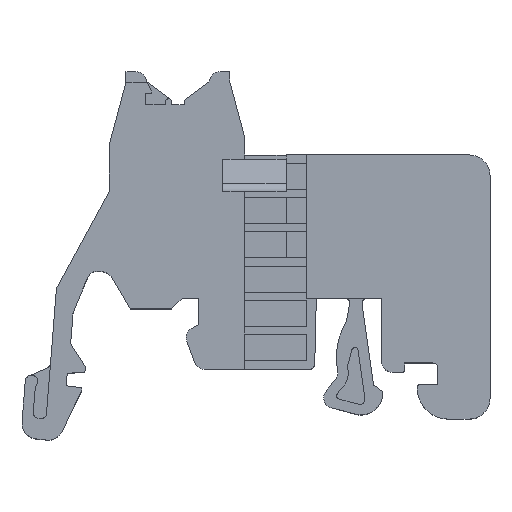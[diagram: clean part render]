
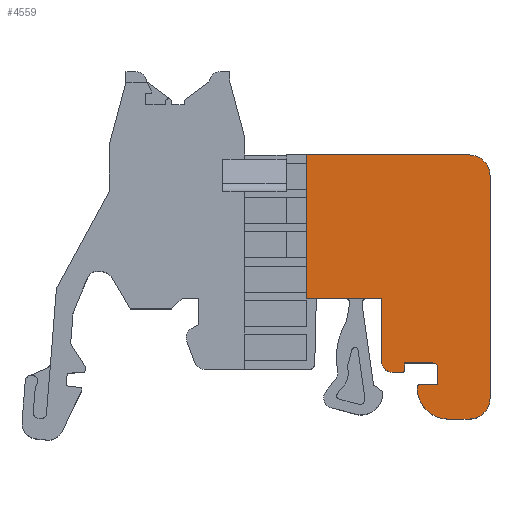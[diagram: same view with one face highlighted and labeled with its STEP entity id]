
A CAD part, top view. The second image highlights one B-rep face of the part: STEP entity #4559.
In plain terms, the highlighted planar face has unit normal (0, 0, 1).
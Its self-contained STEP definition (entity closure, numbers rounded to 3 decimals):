
#1095=DIRECTION('',(-1.,0.,0.));
#1096=VECTOR('',#1095,2.7);
#1097=CARTESIAN_POINT('',(-175.538,-1791.57,9.4));
#1098=LINE('',#1097,#1096);
#1099=DIRECTION('',(0.,1.,0.));
#1100=VECTOR('',#1099,0.702);
#1101=CARTESIAN_POINT('',(-178.238,-1792.272,9.4));
#1102=LINE('',#1101,#1100);
#1103=CARTESIAN_POINT('',(-178.436,-1792.272,9.4));
#1104=DIRECTION('',(0.,0.,1.));
#1105=DIRECTION('',(0.,-1.,0.));
#1106=AXIS2_PLACEMENT_3D('',#1103,#1104,#1105);
#1108=DIRECTION('',(1.,0.,0.));
#1109=VECTOR('',#1108,1.002);
#1110=CARTESIAN_POINT('',(-179.438,-1792.47,9.4));
#1111=LINE('',#1110,#1109);
#1112=CARTESIAN_POINT('',(-179.438,-1791.47,9.4));
#1113=DIRECTION('',(0.,0.,1.));
#1114=DIRECTION('',(-1.,0.,0.));
#1115=AXIS2_PLACEMENT_3D('',#1112,#1113,#1114);
#1117=DIRECTION('',(0.,-1.,0.));
#1118=VECTOR('',#1117,6.1);
#1119=CARTESIAN_POINT('',(-180.438,-1785.37,9.4));
#1120=LINE('',#1119,#1118);
#1121=DIRECTION('',(0.,1.,0.));
#1122=VECTOR('',#1121,13.8);
#1123=CARTESIAN_POINT('',(-187.636,-1785.37,9.4));
#1124=LINE('',#1123,#1122);
#1125=DIRECTION('',(1.,0.,0.));
#1126=VECTOR('',#1125,15.598);
#1127=CARTESIAN_POINT('',(-187.636,-1771.57,9.4));
#1128=LINE('',#1127,#1126);
#1129=CARTESIAN_POINT('',(-172.038,-1773.57,9.4));
#1130=DIRECTION('',(0.,0.,-1.));
#1131=DIRECTION('',(0.,1.,0.));
#1132=AXIS2_PLACEMENT_3D('',#1129,#1130,#1131);
#1134=DIRECTION('',(0.,-1.,0.));
#1135=VECTOR('',#1134,21.4);
#1136=CARTESIAN_POINT('',(-170.038,-1773.57,9.4));
#1137=LINE('',#1136,#1135);
#1138=CARTESIAN_POINT('',(-172.038,-1794.97,9.4));
#1139=DIRECTION('',(0.,0.,-1.));
#1140=DIRECTION('',(1.,0.,0.));
#1141=AXIS2_PLACEMENT_3D('',#1138,#1139,#1140);
#1143=DIRECTION('',(-1.,0.,0.));
#1144=VECTOR('',#1143,2.);
#1145=CARTESIAN_POINT('',(-172.038,-1796.97,9.4));
#1146=LINE('',#1145,#1144);
#1147=CARTESIAN_POINT('',(-174.038,-1793.97,9.4));
#1148=DIRECTION('',(0.,0.,-1.));
#1149=DIRECTION('',(0.,-1.,0.));
#1150=AXIS2_PLACEMENT_3D('',#1147,#1148,#1149);
#1152=DIRECTION('',(0.,1.,0.));
#1153=VECTOR('',#1152,0.1);
#1154=CARTESIAN_POINT('',(-177.038,-1793.97,9.4));
#1155=LINE('',#1154,#1153);
#1156=CARTESIAN_POINT('',(-176.838,-1793.87,9.4));
#1157=DIRECTION('',(0.,0.,-1.));
#1158=DIRECTION('',(-1.,0.,0.));
#1159=AXIS2_PLACEMENT_3D('',#1156,#1157,#1158);
#1161=DIRECTION('',(1.,0.,0.));
#1162=VECTOR('',#1161,1.6);
#1163=CARTESIAN_POINT('',(-176.838,-1793.67,9.4));
#1164=LINE('',#1163,#1162);
#1165=CARTESIAN_POINT('',(-175.238,-1793.47,9.4));
#1166=DIRECTION('',(0.,0.,1.));
#1167=DIRECTION('',(0.,-1.,0.));
#1168=AXIS2_PLACEMENT_3D('',#1165,#1166,#1167);
#1170=DIRECTION('',(0.,1.,0.));
#1171=VECTOR('',#1170,1.4);
#1172=CARTESIAN_POINT('',(-175.038,-1793.47,9.4));
#1173=LINE('',#1172,#1171);
#1174=CARTESIAN_POINT('',(-175.538,-1792.07,9.4));
#1175=DIRECTION('',(0.,0.,1.));
#1176=DIRECTION('',(1.,0.,0.));
#1177=AXIS2_PLACEMENT_3D('',#1174,#1175,#1176);
#1722=DIRECTION('',(1.,0.,0.));
#1723=VECTOR('',#1722,7.198);
#1724=CARTESIAN_POINT('',(-187.636,-1785.37,9.4));
#1725=LINE('',#1724,#1723);
#2891=CARTESIAN_POINT('',(-172.038,-1771.57,9.4));
#2892=CARTESIAN_POINT('',(-170.038,-1773.57,9.4));
#2893=VERTEX_POINT('',#2891);
#2894=VERTEX_POINT('',#2892);
#2895=CARTESIAN_POINT('',(-170.038,-1794.97,9.4));
#2896=VERTEX_POINT('',#2895);
#2897=CARTESIAN_POINT('',(-172.038,-1796.97,9.4));
#2898=VERTEX_POINT('',#2897);
#2899=CARTESIAN_POINT('',(-174.038,-1796.97,9.4));
#2900=VERTEX_POINT('',#2899);
#2901=CARTESIAN_POINT('',(-177.038,-1793.97,9.4));
#2902=VERTEX_POINT('',#2901);
#2903=CARTESIAN_POINT('',(-177.038,-1793.87,9.4));
#2904=VERTEX_POINT('',#2903);
#2905=CARTESIAN_POINT('',(-176.838,-1793.67,9.4));
#2906=VERTEX_POINT('',#2905);
#2907=CARTESIAN_POINT('',(-175.238,-1793.67,9.4));
#2908=VERTEX_POINT('',#2907);
#2909=CARTESIAN_POINT('',(-175.038,-1793.47,9.4));
#2910=VERTEX_POINT('',#2909);
#2911=CARTESIAN_POINT('',(-175.038,-1792.07,9.4));
#2912=VERTEX_POINT('',#2911);
#2913=CARTESIAN_POINT('',(-175.538,-1791.57,9.4));
#2914=VERTEX_POINT('',#2913);
#3265=CARTESIAN_POINT('',(-187.636,-1785.37,9.4));
#3266=CARTESIAN_POINT('',(-187.636,-1771.57,9.4));
#3267=VERTEX_POINT('',#3265);
#3268=VERTEX_POINT('',#3266);
#3535=CARTESIAN_POINT('',(-180.438,-1791.47,9.4));
#3536=CARTESIAN_POINT('',(-179.438,-1792.47,9.4));
#3537=VERTEX_POINT('',#3535);
#3538=VERTEX_POINT('',#3536);
#3539=CARTESIAN_POINT('',(-178.436,-1792.47,9.4));
#3540=VERTEX_POINT('',#3539);
#3541=CARTESIAN_POINT('',(-178.238,-1792.272,9.4));
#3542=VERTEX_POINT('',#3541);
#3543=CARTESIAN_POINT('',(-178.238,-1791.57,9.4));
#3544=VERTEX_POINT('',#3543);
#3545=CARTESIAN_POINT('',(-180.438,-1785.37,9.4));
#3546=VERTEX_POINT('',#3545);
#4512=CARTESIAN_POINT('',(-188.338,-1780.27,9.4));
#4513=DIRECTION('',(0.,0.,-1.));
#4514=DIRECTION('',(1.,0.,0.));
#4515=AXIS2_PLACEMENT_3D('',#4512,#4513,#4514);
#4516=PLANE('',#4515);
#4518=ORIENTED_EDGE('',*,*,#4517,.T.);
#4520=ORIENTED_EDGE('',*,*,#4519,.F.);
#4522=ORIENTED_EDGE('',*,*,#4521,.F.);
#4524=ORIENTED_EDGE('',*,*,#4523,.F.);
#4526=ORIENTED_EDGE('',*,*,#4525,.F.);
#4528=ORIENTED_EDGE('',*,*,#4527,.F.);
#4530=ORIENTED_EDGE('',*,*,#4529,.F.);
#4532=ORIENTED_EDGE('',*,*,#4531,.T.);
#4534=ORIENTED_EDGE('',*,*,#4533,.T.);
#4536=ORIENTED_EDGE('',*,*,#4535,.T.);
#4538=ORIENTED_EDGE('',*,*,#4537,.T.);
#4540=ORIENTED_EDGE('',*,*,#4539,.T.);
#4542=ORIENTED_EDGE('',*,*,#4541,.T.);
#4544=ORIENTED_EDGE('',*,*,#4543,.T.);
#4546=ORIENTED_EDGE('',*,*,#4545,.T.);
#4548=ORIENTED_EDGE('',*,*,#4547,.T.);
#4550=ORIENTED_EDGE('',*,*,#4549,.T.);
#4552=ORIENTED_EDGE('',*,*,#4551,.T.);
#4554=ORIENTED_EDGE('',*,*,#4553,.T.);
#4556=ORIENTED_EDGE('',*,*,#4555,.T.);
#4557=EDGE_LOOP('',(#4518,#4520,#4522,#4524,#4526,#4528,#4530,#4532,#4534,#4536,
#4538,#4540,#4542,#4544,#4546,#4548,#4550,#4552,#4554,#4556));
#4558=FACE_OUTER_BOUND('',#4557,.F.);
#4559=ADVANCED_FACE('',(#4558),#4516,.F.);
#1107=CIRCLE('',#1106,0.198);
#1116=CIRCLE('',#1115,1.);
#1133=CIRCLE('',#1132,2.);
#1142=CIRCLE('',#1141,2.);
#1151=CIRCLE('',#1150,3.);
#1160=CIRCLE('',#1159,0.2);
#1169=CIRCLE('',#1168,0.2);
#1178=CIRCLE('',#1177,0.5);
#4517=EDGE_CURVE('',#2914,#3544,#1098,.T.);
#4519=EDGE_CURVE('',#3542,#3544,#1102,.T.);
#4521=EDGE_CURVE('',#3540,#3542,#1107,.T.);
#4523=EDGE_CURVE('',#3538,#3540,#1111,.T.);
#4525=EDGE_CURVE('',#3537,#3538,#1116,.T.);
#4527=EDGE_CURVE('',#3546,#3537,#1120,.T.);
#4529=EDGE_CURVE('',#3267,#3546,#1725,.T.);
#4531=EDGE_CURVE('',#3267,#3268,#1124,.T.);
#4533=EDGE_CURVE('',#3268,#2893,#1128,.T.);
#4535=EDGE_CURVE('',#2893,#2894,#1133,.T.);
#4537=EDGE_CURVE('',#2894,#2896,#1137,.T.);
#4539=EDGE_CURVE('',#2896,#2898,#1142,.T.);
#4541=EDGE_CURVE('',#2898,#2900,#1146,.T.);
#4543=EDGE_CURVE('',#2900,#2902,#1151,.T.);
#4545=EDGE_CURVE('',#2902,#2904,#1155,.T.);
#4547=EDGE_CURVE('',#2904,#2906,#1160,.T.);
#4549=EDGE_CURVE('',#2906,#2908,#1164,.T.);
#4551=EDGE_CURVE('',#2908,#2910,#1169,.T.);
#4553=EDGE_CURVE('',#2910,#2912,#1173,.T.);
#4555=EDGE_CURVE('',#2912,#2914,#1178,.T.);
